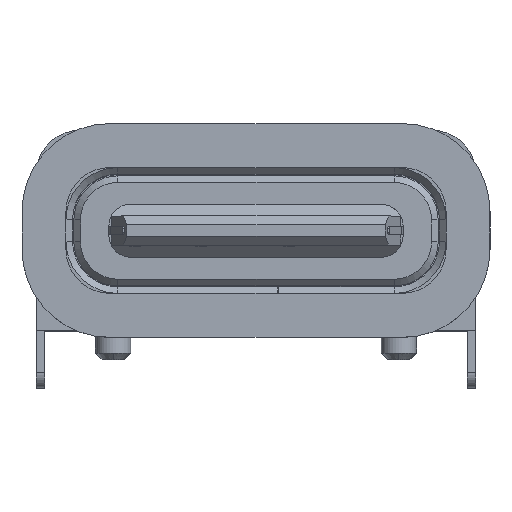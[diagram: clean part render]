
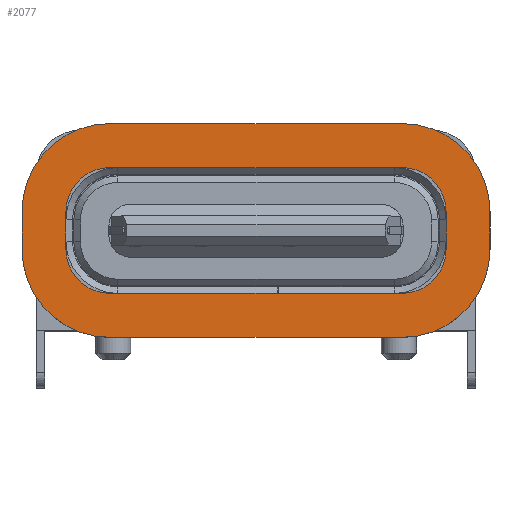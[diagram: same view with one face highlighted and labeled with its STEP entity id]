
A CAD part, top view. The second image highlights one B-rep face of the part: STEP entity #2077.
In plain terms, the highlighted planar face has unit normal (0, 0, 1).
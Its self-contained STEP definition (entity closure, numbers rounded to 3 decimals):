
#91 = CIRCLE ( 'NONE', #2192, 2. ) ;
#319 = CARTESIAN_POINT ( 'NONE',  ( 4.32, -0.43, 1.5 ) ) ;
#638 = ORIENTED_EDGE ( 'NONE', *, *, #663, .F. ) ;
#663 = EDGE_CURVE ( 'NONE', #6342, #8246, #7193, .T. ) ;
#738 = VERTEX_POINT ( 'NONE', #3656 ) ;
#769 = EDGE_LOOP ( 'NONE', ( #14198, #8037, #11974, #6955, #3287, #6089, #4610, #3350 ) ) ;
#975 = CARTESIAN_POINT ( 'NONE',  ( 3.32, -0.43, 1.5 ) ) ;
#977 = AXIS2_PLACEMENT_3D ( 'NONE', #15482, #14239, #1550 ) ;
#1179 = VERTEX_POINT ( 'NONE', #11808 ) ;
#1185 = CARTESIAN_POINT ( 'NONE',  ( 3.32, -0.43, 1.5 ) ) ;
#1251 = VERTEX_POINT ( 'NONE', #5734 ) ;
#1496 = EDGE_LOOP ( 'NONE', ( #15097, #14270, #4135, #15641, #13536, #9809, #16012, #638 ) ) ;
#1535 = CARTESIAN_POINT ( 'NONE',  ( -3.32, 0.43, 1.5 ) ) ;
#1550 = DIRECTION ( 'NONE',  ( -1., 0., 0. ) ) ;
#1624 = FACE_OUTER_BOUND ( 'NONE', #769, .T. ) ;
#1694 = VERTEX_POINT ( 'NONE', #9705 ) ;
#1695 = DIRECTION ( 'NONE',  ( -1., 0., 0. ) ) ;
#1761 = CIRCLE ( 'NONE', #977, 2. ) ;
#1850 = CARTESIAN_POINT ( 'NONE',  ( -5.32, -0.43, 1.5 ) ) ;
#1966 = EDGE_CURVE ( 'NONE', #738, #11096, #6373, .T. ) ;
#2061 = EDGE_CURVE ( 'NONE', #14849, #2566, #12670, .T. ) ;
#2077 = ADVANCED_FACE ( 'NONE', ( #1624, #3831 ), #6537, .F. ) ;
#2192 = AXIS2_PLACEMENT_3D ( 'NONE', #11777, #12919, #1695 ) ;
#2315 = CARTESIAN_POINT ( 'NONE',  ( 4.32, 0.43, 1.5 ) ) ;
#2353 = CARTESIAN_POINT ( 'NONE',  ( -3.32, -1.43, 1.5 ) ) ;
#2566 = VERTEX_POINT ( 'NONE', #1850 ) ;
#2632 = AXIS2_PLACEMENT_3D ( 'NONE', #10100, #3879, #5176 ) ;
#2676 = AXIS2_PLACEMENT_3D ( 'NONE', #975, #16054, #8750 ) ;
#2900 = CIRCLE ( 'NONE', #2632, 1. ) ;
#3026 = CARTESIAN_POINT ( 'NONE',  ( -3.32, 2.43, 1.5 ) ) ;
#3161 = EDGE_CURVE ( 'NONE', #1251, #738, #9831, .T. ) ;
#3207 = CARTESIAN_POINT ( 'NONE',  ( -4.32, 0.43, 1.5 ) ) ;
#3237 = VECTOR ( 'NONE', #8898, 1000. ) ;
#3287 = ORIENTED_EDGE ( 'NONE', *, *, #6588, .T. ) ;
#3350 = ORIENTED_EDGE ( 'NONE', *, *, #3874, .T. ) ;
#3457 = CARTESIAN_POINT ( 'NONE',  ( -5.32, 0.43, 1.5 ) ) ;
#3559 = VERTEX_POINT ( 'NONE', #8468 ) ;
#3577 = DIRECTION ( 'NONE',  ( 1., 0., 0. ) ) ;
#3622 = DIRECTION ( 'NONE',  ( -1., 0., 0. ) ) ;
#3656 = CARTESIAN_POINT ( 'NONE',  ( -3.32, 1.43, 1.5 ) ) ;
#3821 = VERTEX_POINT ( 'NONE', #13601 ) ;
#3831 = FACE_BOUND ( 'NONE', #1496, .T. ) ;
#3874 = EDGE_CURVE ( 'NONE', #5082, #12880, #11229, .T. ) ;
#3879 = DIRECTION ( 'NONE',  ( 0., 0., 1. ) ) ;
#3887 = DIRECTION ( 'NONE',  ( 1., 0., 0. ) ) ;
#3989 = CARTESIAN_POINT ( 'NONE',  ( 3.32, -1.43, 1.5 ) ) ;
#4135 = ORIENTED_EDGE ( 'NONE', *, *, #1966, .F. ) ;
#4610 = ORIENTED_EDGE ( 'NONE', *, *, #14585, .T. ) ;
#4674 = VERTEX_POINT ( 'NONE', #12109 ) ;
#4741 = CARTESIAN_POINT ( 'NONE',  ( -3.32, 0.43, 1.5 ) ) ;
#4842 = CARTESIAN_POINT ( 'NONE',  ( 3.32, 0.43, 1.5 ) ) ;
#5033 = DIRECTION ( 'NONE',  ( 0., 0., 1. ) ) ;
#5050 = AXIS2_PLACEMENT_3D ( 'NONE', #1185, #10033, #3887 ) ;
#5082 = VERTEX_POINT ( 'NONE', #8387 ) ;
#5176 = DIRECTION ( 'NONE',  ( -1., 0., 0. ) ) ;
#5734 = CARTESIAN_POINT ( 'NONE',  ( 3.32, 1.43, 1.5 ) ) ;
#5889 = CARTESIAN_POINT ( 'NONE',  ( 5.32, -0.43, 1.5 ) ) ;
#5892 = DIRECTION ( 'NONE',  ( -1., 0., 0. ) ) ;
#6089 = ORIENTED_EDGE ( 'NONE', *, *, #10082, .T. ) ;
#6286 = DIRECTION ( 'NONE',  ( -1., 0., 0. ) ) ;
#6342 = VERTEX_POINT ( 'NONE', #6722 ) ;
#6373 = CIRCLE ( 'NONE', #9244, 1. ) ;
#6450 = CARTESIAN_POINT ( 'NONE',  ( -5.32, -0.43, 1.5 ) ) ;
#6497 = CARTESIAN_POINT ( 'NONE',  ( -3.32, -2.43, 1.5 ) ) ;
#6537 = PLANE ( 'NONE',  #13659 ) ;
#6588 = EDGE_CURVE ( 'NONE', #1694, #3559, #7007, .T. ) ;
#6722 = CARTESIAN_POINT ( 'NONE',  ( -3.32, -1.43, 1.5 ) ) ;
#6843 = EDGE_CURVE ( 'NONE', #9747, #1251, #8672, .T. ) ;
#6955 = ORIENTED_EDGE ( 'NONE', *, *, #11714, .T. ) ;
#7007 = CIRCLE ( 'NONE', #2676, 2. ) ;
#7081 = DIRECTION ( 'NONE',  ( 0., 0., 1. ) ) ;
#7162 = VERTEX_POINT ( 'NONE', #6497 ) ;
#7193 = LINE ( 'NONE', #2353, #14724 ) ;
#7235 = CARTESIAN_POINT ( 'NONE',  ( -3.32, 1.43, 1.5 ) ) ;
#7573 = EDGE_CURVE ( 'NONE', #1179, #9747, #7757, .T. ) ;
#7757 = LINE ( 'NONE', #319, #3237 ) ;
#7843 = VECTOR ( 'NONE', #3622, 1000. ) ;
#7930 = VECTOR ( 'NONE', #12749, 1000. ) ;
#8037 = ORIENTED_EDGE ( 'NONE', *, *, #2061, .T. ) ;
#8098 = VECTOR ( 'NONE', #15085, 1000. ) ;
#8246 = VERTEX_POINT ( 'NONE', #3989 ) ;
#8301 = EDGE_CURVE ( 'NONE', #2566, #7162, #91, .T. ) ;
#8387 = CARTESIAN_POINT ( 'NONE',  ( 3.32, 2.43, 1.5 ) ) ;
#8468 = CARTESIAN_POINT ( 'NONE',  ( 5.32, -0.43, 1.5 ) ) ;
#8612 = EDGE_CURVE ( 'NONE', #8246, #1179, #11085, .T. ) ;
#8672 = CIRCLE ( 'NONE', #11045, 1. ) ;
#8750 = DIRECTION ( 'NONE',  ( 1., 0., 0. ) ) ;
#8898 = DIRECTION ( 'NONE',  ( 0., 1., 0. ) ) ;
#9244 = AXIS2_PLACEMENT_3D ( 'NONE', #4741, #12282, #5892 ) ;
#9705 = CARTESIAN_POINT ( 'NONE',  ( 3.32, -2.43, 1.5 ) ) ;
#9731 = VECTOR ( 'NONE', #13220, 1000. ) ;
#9747 = VERTEX_POINT ( 'NONE', #2315 ) ;
#9809 = ORIENTED_EDGE ( 'NONE', *, *, #7573, .F. ) ;
#9831 = LINE ( 'NONE', #7235, #9731 ) ;
#9838 = DIRECTION ( 'NONE',  ( -1., 0., 0. ) ) ;
#9972 = EDGE_CURVE ( 'NONE', #12880, #14849, #1761, .T. ) ;
#10033 = DIRECTION ( 'NONE',  ( 0., 0., 1. ) ) ;
#10037 = DIRECTION ( 'NONE',  ( -1., 0., 0. ) ) ;
#10082 = EDGE_CURVE ( 'NONE', #3559, #3821, #15151, .T. ) ;
#10086 = CARTESIAN_POINT ( 'NONE',  ( -3.32, -2.43, 1.5 ) ) ;
#10100 = CARTESIAN_POINT ( 'NONE',  ( -3.32, -0.43, 1.5 ) ) ;
#10252 = LINE ( 'NONE', #15269, #16168 ) ;
#10304 = DIRECTION ( 'NONE',  ( 0., 0., -1. ) ) ;
#10742 = AXIS2_PLACEMENT_3D ( 'NONE', #4842, #7081, #9838 ) ;
#10897 = EDGE_CURVE ( 'NONE', #11096, #4674, #10252, .T. ) ;
#11045 = AXIS2_PLACEMENT_3D ( 'NONE', #11265, #5033, #10037 ) ;
#11085 = CIRCLE ( 'NONE', #5050, 1. ) ;
#11096 = VERTEX_POINT ( 'NONE', #3207 ) ;
#11129 = DIRECTION ( 'NONE',  ( 0., -1., 0. ) ) ;
#11229 = LINE ( 'NONE', #15165, #7843 ) ;
#11265 = CARTESIAN_POINT ( 'NONE',  ( 3.32, 0.43, 1.5 ) ) ;
#11714 = EDGE_CURVE ( 'NONE', #7162, #1694, #13630, .T. ) ;
#11777 = CARTESIAN_POINT ( 'NONE',  ( -3.32, -0.43, 1.5 ) ) ;
#11808 = CARTESIAN_POINT ( 'NONE',  ( 4.32, -0.43, 1.5 ) ) ;
#11974 = ORIENTED_EDGE ( 'NONE', *, *, #8301, .T. ) ;
#12109 = CARTESIAN_POINT ( 'NONE',  ( -4.32, -0.43, 1.5 ) ) ;
#12282 = DIRECTION ( 'NONE',  ( 0., 0., 1. ) ) ;
#12670 = LINE ( 'NONE', #6450, #7930 ) ;
#12749 = DIRECTION ( 'NONE',  ( 0., -1., 0. ) ) ;
#12880 = VERTEX_POINT ( 'NONE', #3026 ) ;
#12919 = DIRECTION ( 'NONE',  ( 0., 0., 1. ) ) ;
#13191 = DIRECTION ( 'NONE',  ( 0., 1., 0. ) ) ;
#13220 = DIRECTION ( 'NONE',  ( -1., 0., 0. ) ) ;
#13536 = ORIENTED_EDGE ( 'NONE', *, *, #6843, .F. ) ;
#13601 = CARTESIAN_POINT ( 'NONE',  ( 5.32, 0.43, 1.5 ) ) ;
#13630 = LINE ( 'NONE', #10086, #8098 ) ;
#13659 = AXIS2_PLACEMENT_3D ( 'NONE', #1535, #10304, #6286 ) ;
#14198 = ORIENTED_EDGE ( 'NONE', *, *, #9972, .T. ) ;
#14239 = DIRECTION ( 'NONE',  ( 0., 0., 1. ) ) ;
#14270 = ORIENTED_EDGE ( 'NONE', *, *, #10897, .F. ) ;
#14585 = EDGE_CURVE ( 'NONE', #3821, #5082, #15717, .T. ) ;
#14586 = VECTOR ( 'NONE', #13191, 1000. ) ;
#14724 = VECTOR ( 'NONE', #3577, 1000. ) ;
#14849 = VERTEX_POINT ( 'NONE', #3457 ) ;
#15052 = EDGE_CURVE ( 'NONE', #4674, #6342, #2900, .T. ) ;
#15085 = DIRECTION ( 'NONE',  ( 1., 0., 0. ) ) ;
#15097 = ORIENTED_EDGE ( 'NONE', *, *, #15052, .F. ) ;
#15151 = LINE ( 'NONE', #5889, #14586 ) ;
#15165 = CARTESIAN_POINT ( 'NONE',  ( -3.32, 2.43, 1.5 ) ) ;
#15269 = CARTESIAN_POINT ( 'NONE',  ( -4.32, -0.43, 1.5 ) ) ;
#15482 = CARTESIAN_POINT ( 'NONE',  ( -3.32, 0.43, 1.5 ) ) ;
#15641 = ORIENTED_EDGE ( 'NONE', *, *, #3161, .F. ) ;
#15717 = CIRCLE ( 'NONE', #10742, 2. ) ;
#16012 = ORIENTED_EDGE ( 'NONE', *, *, #8612, .F. ) ;
#16054 = DIRECTION ( 'NONE',  ( 0., 0., 1. ) ) ;
#16168 = VECTOR ( 'NONE', #11129, 1000. ) ;
